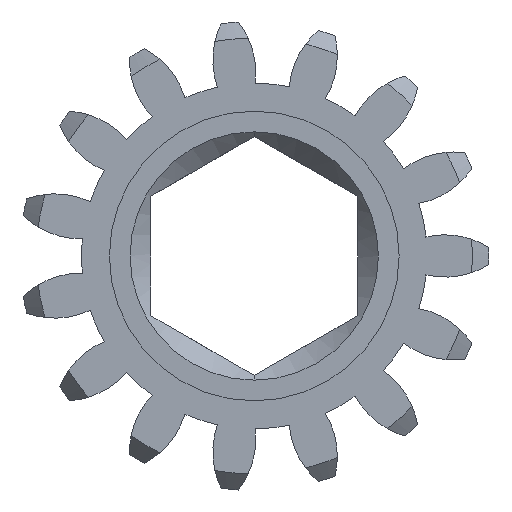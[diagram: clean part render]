
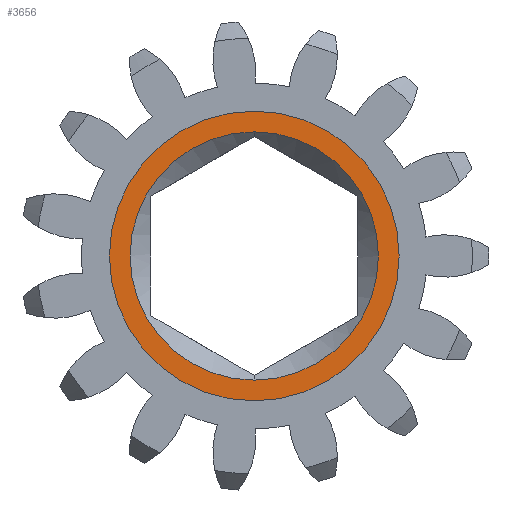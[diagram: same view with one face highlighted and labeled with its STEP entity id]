
A CAD part, left-side view. The second image highlights one B-rep face of the part: STEP entity #3656.
In plain terms, the highlighted planar face has unit normal (-1, 0, 0).
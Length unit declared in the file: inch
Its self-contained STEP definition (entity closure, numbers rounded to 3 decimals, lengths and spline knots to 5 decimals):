
#117 = PLANE ( 'NONE',  #2997 ) ;
#128 = CARTESIAN_POINT ( 'NONE',  ( -0.0625, 0., 0.225 ) ) ;
#187 = FACE_BOUND ( 'NONE', #1147, .T. ) ;
#207 = DIRECTION ( 'NONE',  ( 1., 0., 0. ) ) ;
#227 = VERTEX_POINT ( 'NONE', #2921 ) ;
#508 = DIRECTION ( 'NONE',  ( 0., 0., -1. ) ) ;
#638 = EDGE_LOOP ( 'NONE', ( #2949, #1929 ) ) ;
#713 = CIRCLE ( 'NONE', #2084, 0.2625 ) ;
#767 = DIRECTION ( 'NONE',  ( 1., 0., 0. ) ) ;
#927 = AXIS2_PLACEMENT_3D ( 'NONE', #3880, #2302, #508 ) ;
#1101 = CARTESIAN_POINT ( 'NONE',  ( -0.0625, 0., -0.2625 ) ) ;
#1118 = CARTESIAN_POINT ( 'NONE',  ( -0.0625, 0., 0. ) ) ;
#1147 = EDGE_LOOP ( 'NONE', ( #2181, #2466 ) ) ;
#1315 = CIRCLE ( 'NONE', #2532, 0.2625 ) ;
#1401 = DIRECTION ( 'NONE',  ( 0., 0., -1. ) ) ;
#1419 = FACE_OUTER_BOUND ( 'NONE', #638, .T. ) ;
#1554 = EDGE_CURVE ( 'NONE', #1593, #2512, #713, .T. ) ;
#1593 = VERTEX_POINT ( 'NONE', #1101 ) ;
#1841 = CARTESIAN_POINT ( 'NONE',  ( -0.0625, 0., 0.2625 ) ) ;
#1929 = ORIENTED_EDGE ( 'NONE', *, *, #3227, .F. ) ;
#2031 = DIRECTION ( 'NONE',  ( 0., 0., -1. ) ) ;
#2084 = AXIS2_PLACEMENT_3D ( 'NONE', #3579, #207, #2031 ) ;
#2181 = ORIENTED_EDGE ( 'NONE', *, *, #2693, .T. ) ;
#2264 = CIRCLE ( 'NONE', #927, 0.225 ) ;
#2280 = CARTESIAN_POINT ( 'NONE',  ( -0.0625, 0., 0. ) ) ;
#2302 = DIRECTION ( 'NONE',  ( 1., 0., 0. ) ) ;
#2323 = VERTEX_POINT ( 'NONE', #128 ) ;
#2466 = ORIENTED_EDGE ( 'NONE', *, *, #2762, .T. ) ;
#2512 = VERTEX_POINT ( 'NONE', #1841 ) ;
#2532 = AXIS2_PLACEMENT_3D ( 'NONE', #1118, #3574, #3662 ) ;
#2693 = EDGE_CURVE ( 'NONE', #2323, #227, #3754, .T. ) ;
#2698 = DIRECTION ( 'NONE',  ( 0., 0., -1. ) ) ;
#2762 = EDGE_CURVE ( 'NONE', #227, #2323, #2264, .T. ) ;
#2921 = CARTESIAN_POINT ( 'NONE',  ( -0.0625, 0., -0.225 ) ) ;
#2949 = ORIENTED_EDGE ( 'NONE', *, *, #1554, .F. ) ;
#2997 = AXIS2_PLACEMENT_3D ( 'NONE', #2280, #3876, #1401 ) ;
#3227 = EDGE_CURVE ( 'NONE', #2512, #1593, #1315, .T. ) ;
#3433 = AXIS2_PLACEMENT_3D ( 'NONE', #3620, #767, #2698 ) ;
#3574 = DIRECTION ( 'NONE',  ( 1., 0., 0. ) ) ;
#3579 = CARTESIAN_POINT ( 'NONE',  ( -0.0625, 0., 0. ) ) ;
#3620 = CARTESIAN_POINT ( 'NONE',  ( -0.0625, 0., 0. ) ) ;
#3656 = ADVANCED_FACE ( 'NONE', ( #187, #1419 ), #117, .F. ) ;
#3662 = DIRECTION ( 'NONE',  ( 0., 0., -1. ) ) ;
#3754 = CIRCLE ( 'NONE', #3433, 0.225 ) ;
#3876 = DIRECTION ( 'NONE',  ( 1., 0., 0. ) ) ;
#3880 = CARTESIAN_POINT ( 'NONE',  ( -0.0625, 0., 0. ) ) ;
